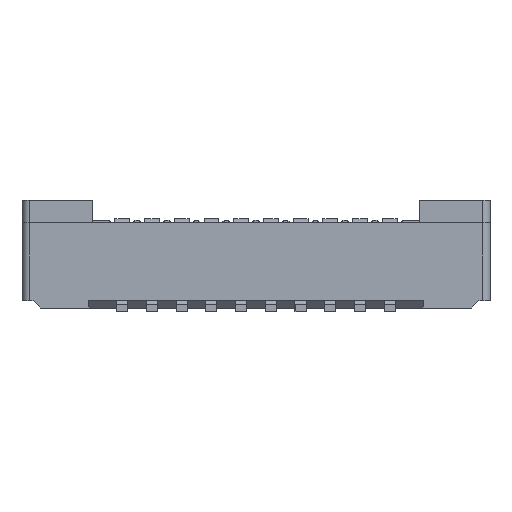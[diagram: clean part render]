
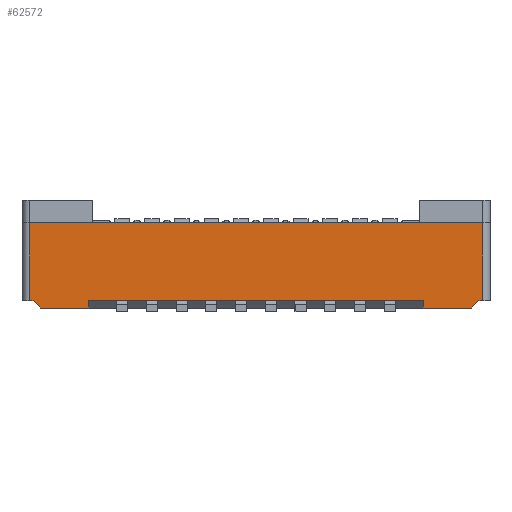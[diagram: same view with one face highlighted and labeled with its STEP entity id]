
A CAD part, front view. The second image highlights one B-rep face of the part: STEP entity #62572.
In plain terms, the highlighted planar face has unit normal (0, -1, 0).
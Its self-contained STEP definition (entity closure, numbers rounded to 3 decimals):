
#2279=CARTESIAN_POINT('',(-2.25,-2.05,0.));
#2280=VERTEX_POINT('',#2279);
#2297=CARTESIAN_POINT('',(-2.25,-2.05,0.1));
#2298=VERTEX_POINT('',#2297);
#2305=CARTESIAN_POINT('',(-2.25,-2.05,0.1));
#2306=DIRECTION('',(0.,0.,-1.));
#2307=VECTOR('',#2306,0.1);
#2308=LINE('',#2305,#2307);
#2309=EDGE_CURVE('',#2298,#2280,#2308,.T.);
#2319=CARTESIAN_POINT('',(2.25,-2.05,0.1));
#2320=VERTEX_POINT('',#2319);
#2337=CARTESIAN_POINT('',(2.25,-2.05,0.));
#2338=VERTEX_POINT('',#2337);
#2345=CARTESIAN_POINT('',(2.25,-2.05,0.));
#2346=DIRECTION('',(0.,0.,1.));
#2347=VECTOR('',#2346,0.1);
#2348=LINE('',#2345,#2347);
#2349=EDGE_CURVE('',#2338,#2320,#2348,.T.);
#2369=CARTESIAN_POINT('',(-2.9,-2.05,0.));
#2370=VERTEX_POINT('',#2369);
#2377=CARTESIAN_POINT('',(-3.,-2.05,0.1));
#2378=VERTEX_POINT('',#2377);
#2379=CARTESIAN_POINT('',(-2.9,-2.05,0.));
#2380=DIRECTION('',(-0.707,0.,0.707));
#2381=VECTOR('',#2380,0.141);
#2382=LINE('',#2379,#2381);
#2383=EDGE_CURVE('',#2370,#2378,#2382,.T.);
#2399=CARTESIAN_POINT('',(3.,-2.05,0.1));
#2400=VERTEX_POINT('',#2399);
#2401=CARTESIAN_POINT('',(2.9,-2.05,0.));
#2402=VERTEX_POINT('',#2401);
#2403=CARTESIAN_POINT('',(3.,-2.05,0.1));
#2404=DIRECTION('',(-0.707,0.,-0.707));
#2405=VECTOR('',#2404,0.141);
#2406=LINE('',#2403,#2405);
#2407=EDGE_CURVE('',#2400,#2402,#2406,.T.);
#6892=CARTESIAN_POINT('',(-3.05,-2.05,0.1));
#6893=VERTEX_POINT('',#6892);
#6894=CARTESIAN_POINT('',(-3.05,-2.05,0.1));
#6895=DIRECTION('',(1.,0.,0.));
#6896=VECTOR('',#6895,0.05);
#6897=LINE('',#6894,#6896);
#6898=EDGE_CURVE('',#6893,#2378,#6897,.T.);
#6939=CARTESIAN_POINT('',(3.05,-2.05,0.1));
#6940=VERTEX_POINT('',#6939);
#6948=CARTESIAN_POINT('',(3.,-2.05,0.1));
#6949=DIRECTION('',(1.,0.,0.));
#6950=VECTOR('',#6949,0.05);
#6951=LINE('',#6948,#6950);
#6952=EDGE_CURVE('',#2400,#6940,#6951,.T.);
#6981=CARTESIAN_POINT('',(-3.05,-2.05,1.15));
#6982=VERTEX_POINT('',#6981);
#6983=CARTESIAN_POINT('',(-3.05,-2.05,1.15));
#6984=DIRECTION('',(0.,0.,-1.));
#6985=VECTOR('',#6984,1.05);
#6986=LINE('',#6983,#6985);
#6987=EDGE_CURVE('',#6982,#6893,#6986,.T.);
#7004=CARTESIAN_POINT('',(3.05,-2.05,1.15));
#7005=VERTEX_POINT('',#7004);
#7006=CARTESIAN_POINT('',(3.05,-2.05,0.1));
#7007=DIRECTION('',(0.,0.,1.));
#7008=VECTOR('',#7007,1.05);
#7009=LINE('',#7006,#7008);
#7010=EDGE_CURVE('',#6940,#7005,#7009,.T.);
#7679=CARTESIAN_POINT('',(-2.9,-2.05,0.));
#7680=DIRECTION('',(1.,0.,0.));
#7681=VECTOR('',#7680,0.65);
#7682=LINE('',#7679,#7681);
#7683=EDGE_CURVE('',#2370,#2280,#7682,.T.);
#7702=CARTESIAN_POINT('',(2.25,-2.05,0.));
#7703=DIRECTION('',(1.,0.,0.));
#7704=VECTOR('',#7703,0.65);
#7705=LINE('',#7702,#7704);
#7706=EDGE_CURVE('',#2338,#2402,#7705,.T.);
#56179=CARTESIAN_POINT('',(-2.25,-2.05,0.1));
#56180=DIRECTION('',(1.,0.,0.));
#56181=VECTOR('',#56180,4.5);
#56182=LINE('',#56179,#56181);
#56183=EDGE_CURVE('',#2298,#2320,#56182,.T.);
#62103=CARTESIAN_POINT('',(-3.05,-2.05,1.15));
#62104=DIRECTION('',(1.,0.,0.));
#62105=VECTOR('',#62104,6.1);
#62106=LINE('',#62103,#62105);
#62107=EDGE_CURVE('',#6982,#7005,#62106,.T.);
#62553=CARTESIAN_POINT('',(0.,-2.05,0.575));
#62554=DIRECTION('',(-1.,0.,0.));
#62555=DIRECTION('',(0.,-1.,-0.));
#62556=AXIS2_PLACEMENT_3D('',#62553,#62555,#62554);
#62557=PLANE('',#62556);
#62558=ORIENTED_EDGE('',*,*,#2349,.F.);
#62559=ORIENTED_EDGE('',*,*,#7706,.T.);
#62560=ORIENTED_EDGE('',*,*,#2407,.F.);
#62561=ORIENTED_EDGE('',*,*,#6952,.T.);
#62562=ORIENTED_EDGE('',*,*,#7010,.T.);
#62563=ORIENTED_EDGE('',*,*,#62107,.F.);
#62564=ORIENTED_EDGE('',*,*,#6987,.T.);
#62565=ORIENTED_EDGE('',*,*,#6898,.T.);
#62566=ORIENTED_EDGE('',*,*,#2383,.F.);
#62567=ORIENTED_EDGE('',*,*,#7683,.T.);
#62568=ORIENTED_EDGE('',*,*,#2309,.F.);
#62569=ORIENTED_EDGE('',*,*,#56183,.T.);
#62570=EDGE_LOOP('',(#62558,#62559,#62560,#62561,#62562,#62563,#62564,#62565,#62566,#62567,#62568,#62569));
#62571=FACE_OUTER_BOUND('',#62570,.T.);
#62572=ADVANCED_FACE('',(#62571),#62557,.T.);
